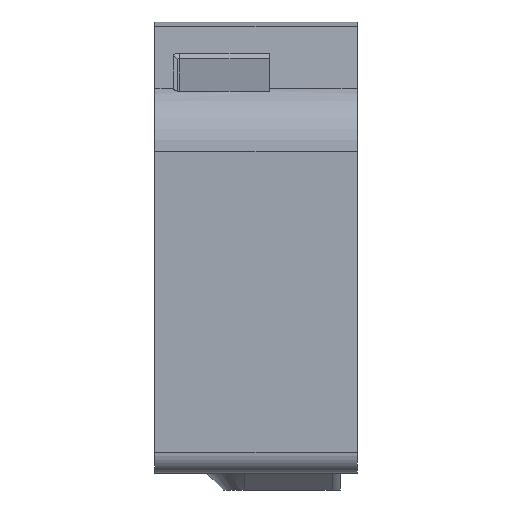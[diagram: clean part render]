
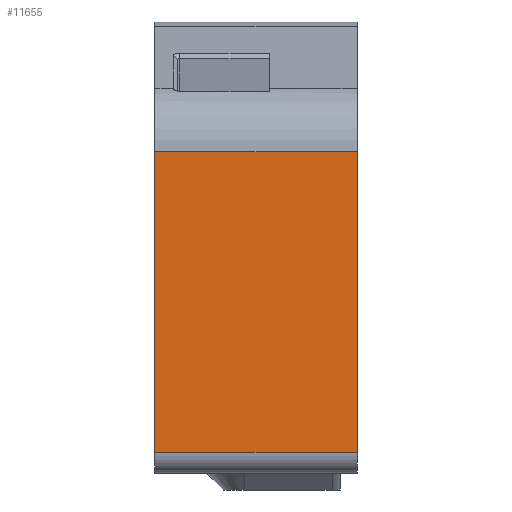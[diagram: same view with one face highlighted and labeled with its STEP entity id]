
A CAD part, front view. The second image highlights one B-rep face of the part: STEP entity #11655.
In plain terms, the highlighted planar face has unit normal (0, -1, 0).
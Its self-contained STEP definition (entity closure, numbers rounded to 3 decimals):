
#998=PLANE('',#12319);
#1575=FACE_OUTER_BOUND('',#2248,.T.);
#2248=EDGE_LOOP('',(#10639,#10640,#10641,#10642));
#2828=LINE('',#18456,#3934);
#2945=LINE('',#18824,#4051);
#3361=LINE('',#20468,#4467);
#3362=LINE('',#20470,#4468);
#3934=VECTOR('',#13226,10.);
#4051=VECTOR('',#13583,10.);
#4467=VECTOR('',#14629,10.);
#4468=VECTOR('',#14632,10.);
#5415=VERTEX_POINT('',#18453);
#5416=VERTEX_POINT('',#18455);
#5546=VERTEX_POINT('',#18821);
#5547=VERTEX_POINT('',#18823);
#6772=EDGE_CURVE('',#5415,#5416,#2828,.T.);
#6952=EDGE_CURVE('',#5547,#5546,#2945,.T.);
#7549=EDGE_CURVE('',#5547,#5415,#3361,.T.);
#7550=EDGE_CURVE('',#5546,#5416,#3362,.T.);
#10639=ORIENTED_EDGE('',*,*,#7549,.F.);
#10640=ORIENTED_EDGE('',*,*,#6952,.T.);
#10641=ORIENTED_EDGE('',*,*,#7550,.T.);
#10642=ORIENTED_EDGE('',*,*,#6772,.F.);
#11655=ADVANCED_FACE('',(#1575),#998,.T.);
#12319=AXIS2_PLACEMENT_3D('',#20469,#14630,#14631);
#13226=DIRECTION('',(0.,0.,1.));
#13583=DIRECTION('',(0.,0.,1.));
#14629=DIRECTION('',(-1.,0.,0.));
#14630=DIRECTION('center_axis',(0.,-1.,0.));
#14631=DIRECTION('ref_axis',(0.,0.,-1.));
#14632=DIRECTION('',(-1.,0.,0.));
#18453=CARTESIAN_POINT('',(-0.4,-72.,5.));
#18455=CARTESIAN_POINT('',(-0.4,-72.,77.));
#18456=CARTESIAN_POINT('',(-0.4,-72.,5.));
#18821=CARTESIAN_POINT('',(48.,-72.,77.));
#18823=CARTESIAN_POINT('',(48.,-72.,5.));
#18824=CARTESIAN_POINT('',(48.,-72.,65.5));
#20468=CARTESIAN_POINT('',(0.,-72.,5.));
#20469=CARTESIAN_POINT('Origin',(0.,-72.,77.));
#20470=CARTESIAN_POINT('',(0.,-72.,77.));
